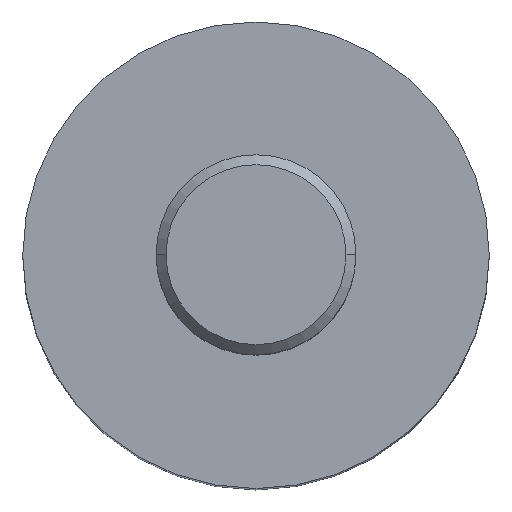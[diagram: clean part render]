
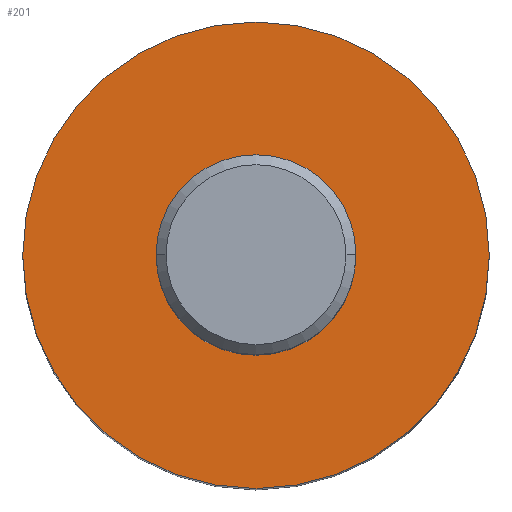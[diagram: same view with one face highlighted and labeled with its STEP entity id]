
A CAD part, top view. The second image highlights one B-rep face of the part: STEP entity #201.
In plain terms, the highlighted planar face has unit normal (0, 0, 1).
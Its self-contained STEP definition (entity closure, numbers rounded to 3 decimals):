
#155=EDGE_CURVE('',#205,#259,#359,.T.);
#201=ADVANCED_FACE('',(#410),#411,.T.);
#205=VERTEX_POINT('',#416);
#207=EDGE_CURVE('',#259,#205,#418,.T.);
#259=VERTEX_POINT('',#477);
#359=CIRCLE('',#592,7.);
#410=FACE_OUTER_BOUND('',#657,.T.);
#411=PLANE('',#658);
#416=CARTESIAN_POINT('',(-7.,0.,0.));
#418=CIRCLE('',#666,7.);
#477=CARTESIAN_POINT('',(7.,0.,0.));
#592=AXIS2_PLACEMENT_3D('',#845,#846,#847);
#657=EDGE_LOOP('',(#914,#915));
#658=AXIS2_PLACEMENT_3D('',#916,#917,#918);
#666=AXIS2_PLACEMENT_3D('',#927,#928,#929);
#845=CARTESIAN_POINT('',(0.,0.,0.));
#846=DIRECTION('',(0.0,0.0,1.0));
#847=DIRECTION('',(1.0,0.,0.0));
#914=ORIENTED_EDGE('',*,*,#207,.T.);
#915=ORIENTED_EDGE('',*,*,#155,.T.);
#916=CARTESIAN_POINT('',(5.6,0.,0.));
#917=DIRECTION('',(0.0,0.0,1.0));
#918=DIRECTION('',(1.0,0.,0.0));
#927=CARTESIAN_POINT('',(0.,0.,0.));
#928=DIRECTION('',(0.0,0.0,1.0));
#929=DIRECTION('',(1.0,0.,0.0));
